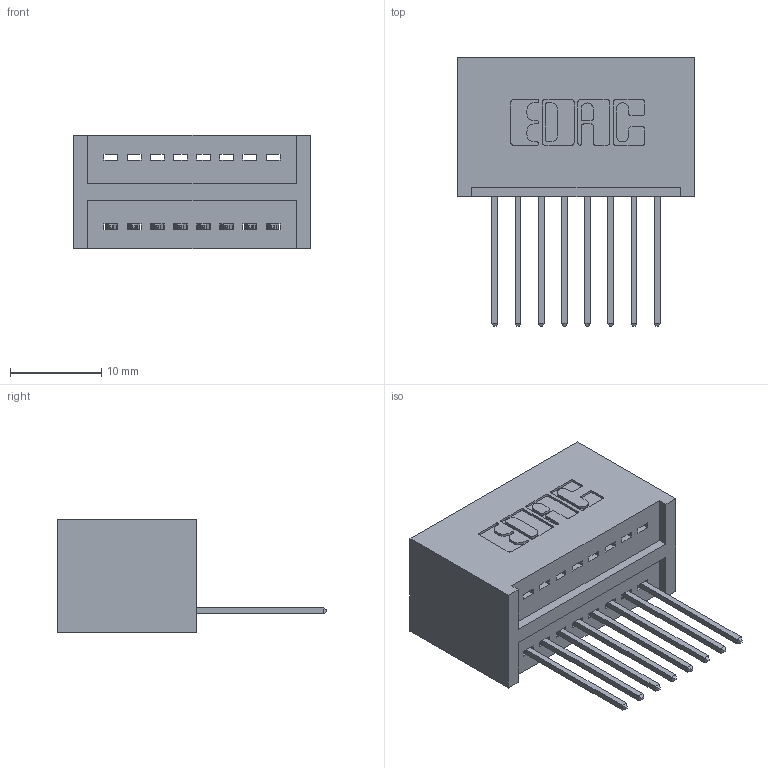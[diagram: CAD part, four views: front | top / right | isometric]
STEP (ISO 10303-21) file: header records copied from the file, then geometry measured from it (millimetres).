
FILE_DESCRIPTION (( 'STEP AP203' ), '1' );
FILE_NAME ('325-008-540-101.STEP', '2020-02-24T14:51:36', ( '' ), ( '' ), 'SwSTEP 2.0', 'SolidWorks 2016', '' );
FILE_SCHEMA (( 'CONFIG_CONTROL_DESIGN' ));
Length unit declared in the file: inch
Products named in the file (3): 325 Part_Lugless; 325-292-001_325-293-140; 325-008-540-101
Assembly tree (9 placements, depth 2):
  325-008-540-101
    325 Part_Lugless
    325-292-001_325-293-140  x8
Bounding box: 25.96 x 29.46 x 12.45 mm (x, y, z)
Volume: 3610.6 mm3; surface area: 3938.3 mm2
Topology: 9 solids, 9 shells, 570 faces, 1695 edges, 1118 vertices
Faces by surface type: plane 402, cylinder 168
Entity records: 9029 total; most frequent: CARTESIAN_POINT 1570, ORIENTED_EDGE 1514, DIRECTION 1385, EDGE_CURVE 757, LINE 637, VECTOR 637, VERTEX_POINT 502, AXIS2_PLACEMENT_3D 374
